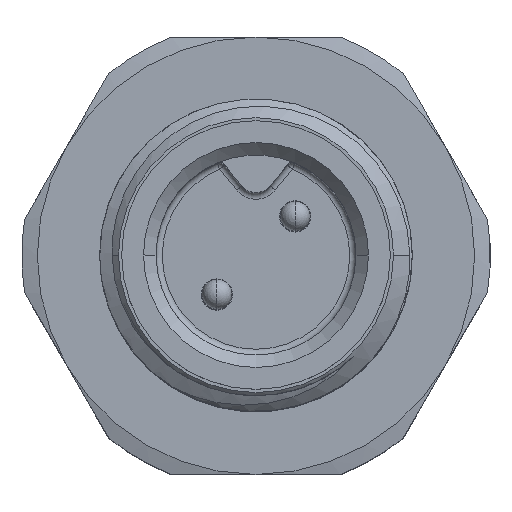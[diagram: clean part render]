
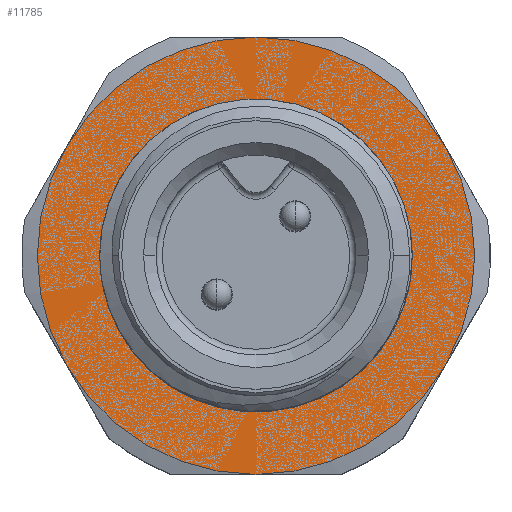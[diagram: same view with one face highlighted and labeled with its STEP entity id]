
A CAD part, top view. The second image highlights one B-rep face of the part: STEP entity #11785.
In plain terms, the highlighted planar face has unit normal (0, 0, 1).
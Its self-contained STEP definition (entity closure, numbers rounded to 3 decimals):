
#11237=CARTESIAN_POINT('',(0.401,2.193,-6.));
#11238=CARTESIAN_POINT('',(0.357,2.204,-6.));
#11239=CARTESIAN_POINT('',(0.269,2.223,-6.));
#11240=CARTESIAN_POINT('',(0.135,2.244,-6.));
#11241=CARTESIAN_POINT('',(0.045,2.252,-6.));
#11242=CARTESIAN_POINT('',(0.,2.255,-6.));
#11244=DIRECTION('',(0.,-1.,0.));
#11245=VECTOR('',#11244,0.025);
#11246=CARTESIAN_POINT('',(0.,2.255,-6.));
#11247=LINE('',#11246,#11245);
#11248=CARTESIAN_POINT('',(0.,0.,-6.));
#11249=DIRECTION('',(0.,0.,1.));
#11250=DIRECTION('',(0.,1.,0.));
#11251=AXIS2_PLACEMENT_3D('',#11248,#11249,#11250);
#11253=CARTESIAN_POINT('',(0.,0.,-6.));
#11254=DIRECTION('',(0.,0.,1.));
#11255=DIRECTION('',(0.,-1.,0.));
#11256=AXIS2_PLACEMENT_3D('',#11253,#11254,#11255);
#11258=CARTESIAN_POINT('',(0.,0.,-6.));
#11259=DIRECTION('',(0.,0.,1.));
#11260=DIRECTION('',(0.,1.,0.));
#11261=AXIS2_PLACEMENT_3D('',#11258,#11259,#11260);
#11263=CARTESIAN_POINT('',(0.,0.,-6.));
#11264=DIRECTION('',(0.,0.,1.));
#11265=DIRECTION('',(0.866,0.5,0.));
#11266=AXIS2_PLACEMENT_3D('',#11263,#11264,#11265);
#11268=CARTESIAN_POINT('',(0.,0.,-6.));
#11269=DIRECTION('',(0.,0.,1.));
#11270=DIRECTION('',(0.866,-0.5,0.));
#11271=AXIS2_PLACEMENT_3D('',#11268,#11269,#11270);
#11273=CARTESIAN_POINT('',(0.,0.,-6.));
#11274=DIRECTION('',(0.,0.,1.));
#11275=DIRECTION('',(0.,-1.,0.));
#11276=AXIS2_PLACEMENT_3D('',#11273,#11274,#11275);
#11278=CARTESIAN_POINT('',(0.,0.,-6.));
#11279=DIRECTION('',(0.,0.,1.));
#11280=DIRECTION('',(-0.866,-0.5,0.));
#11281=AXIS2_PLACEMENT_3D('',#11278,#11279,#11280);
#11283=CARTESIAN_POINT('',(0.,0.,-6.));
#11284=DIRECTION('',(0.,0.,1.));
#11285=DIRECTION('',(-0.866,0.5,0.));
#11286=AXIS2_PLACEMENT_3D('',#11283,#11284,#11285);
#11420=VERTEX_POINT('',#11242);
#11421=VERTEX_POINT('',#11237);
#11422=CARTESIAN_POINT('',(0.,2.23,-6.));
#11423=VERTEX_POINT('',#11422);
#11424=CARTESIAN_POINT('',(0.,3.5,-6.));
#11425=CARTESIAN_POINT('',(-3.031,1.75,-6.));
#11426=VERTEX_POINT('',#11424);
#11427=VERTEX_POINT('',#11425);
#11428=CARTESIAN_POINT('',(-3.031,-1.75,-6.));
#11429=VERTEX_POINT('',#11428);
#11430=CARTESIAN_POINT('',(0.,-3.5,-6.));
#11431=VERTEX_POINT('',#11430);
#11432=CARTESIAN_POINT('',(3.031,-1.75,-6.));
#11433=VERTEX_POINT('',#11432);
#11434=CARTESIAN_POINT('',(3.031,1.75,-6.));
#11435=VERTEX_POINT('',#11434);
#11484=CARTESIAN_POINT('',(0.,-2.23,-6.));
#11485=VERTEX_POINT('',#11484);
#11762=CARTESIAN_POINT('',(0.,0.,-6.));
#11763=DIRECTION('',(0.,0.,1.));
#11764=DIRECTION('',(0.,1.,0.));
#11765=AXIS2_PLACEMENT_3D('',#11762,#11763,#11764);
#11766=PLANE('',#11765);
#11767=ORIENTED_EDGE('',*,*,#11699,.F.);
#11768=ORIENTED_EDGE('',*,*,#11665,.F.);
#11769=ORIENTED_EDGE('',*,*,#11631,.F.);
#11770=ORIENTED_EDGE('',*,*,#11597,.F.);
#11771=ORIENTED_EDGE('',*,*,#11564,.F.);
#11772=ORIENTED_EDGE('',*,*,#11757,.F.);
#11773=EDGE_LOOP('',(#11767,#11768,#11769,#11770,#11771,#11772));
#11774=FACE_OUTER_BOUND('',#11773,.F.);
#11776=ORIENTED_EDGE('',*,*,#11775,.T.);
#11778=ORIENTED_EDGE('',*,*,#11777,.T.);
#11780=ORIENTED_EDGE('',*,*,#11779,.T.);
#11782=ORIENTED_EDGE('',*,*,#11781,.T.);
#11783=EDGE_LOOP('',(#11776,#11778,#11780,#11782));
#11784=FACE_BOUND('',#11783,.F.);
#11243=B_SPLINE_CURVE_WITH_KNOTS('',3,(#11237,#11238,#11239,#11240,#11241,
#11242),.UNSPECIFIED.,.F.,.F.,(4,1,1,4),(0.,0.333,
0.667,1.),.UNSPECIFIED.);
#11252=CIRCLE('',#11251,2.23);
#11257=CIRCLE('',#11256,2.23);
#11262=CIRCLE('',#11261,3.5);
#11267=CIRCLE('',#11266,3.5);
#11272=CIRCLE('',#11271,3.5);
#11277=CIRCLE('',#11276,3.5);
#11282=CIRCLE('',#11281,3.5);
#11287=CIRCLE('',#11286,3.5);
#11564=EDGE_CURVE('',#11429,#11431,#11282,.T.);
#11597=EDGE_CURVE('',#11431,#11433,#11277,.T.);
#11631=EDGE_CURVE('',#11433,#11435,#11272,.T.);
#11665=EDGE_CURVE('',#11435,#11426,#11267,.T.);
#11699=EDGE_CURVE('',#11426,#11427,#11262,.T.);
#11757=EDGE_CURVE('',#11427,#11429,#11287,.T.);
#11775=EDGE_CURVE('',#11421,#11420,#11243,.T.);
#11777=EDGE_CURVE('',#11420,#11423,#11247,.T.);
#11779=EDGE_CURVE('',#11423,#11485,#11252,.T.);
#11781=EDGE_CURVE('',#11485,#11421,#11257,.T.);
#11785=ADVANCED_FACE('',(#11774,#11784),#11766,.T.);
